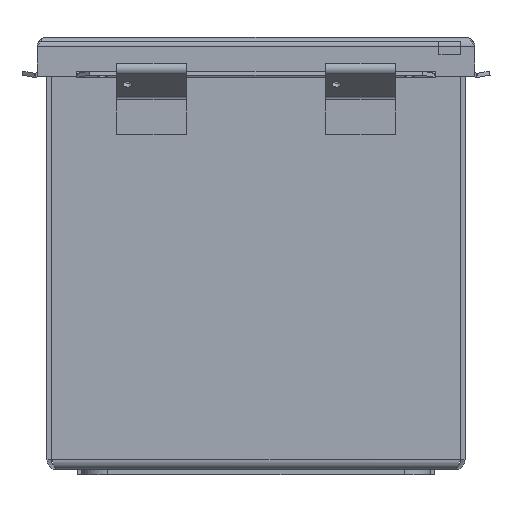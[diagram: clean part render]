
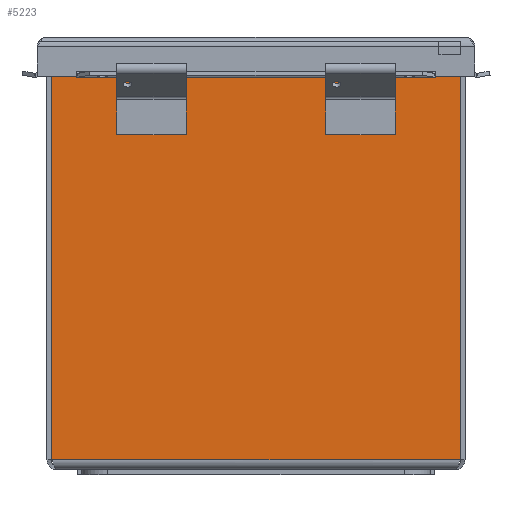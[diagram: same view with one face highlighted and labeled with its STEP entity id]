
A CAD part, front view. The second image highlights one B-rep face of the part: STEP entity #5223.
In plain terms, the highlighted planar face has unit normal (0, -1, 0).
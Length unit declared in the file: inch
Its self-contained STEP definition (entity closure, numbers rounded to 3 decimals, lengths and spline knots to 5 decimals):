
#554=PLANE('',#5798);
#821=LINE('',#7942,#1339);
#884=LINE('',#8343,#1402);
#885=LINE('',#8345,#1403);
#886=LINE('',#8346,#1404);
#1339=VECTOR('',#6533,0.3937);
#1402=VECTOR('',#6652,0.3937);
#1403=VECTOR('',#6653,0.3937);
#1404=VECTOR('',#6654,0.3937);
#1900=FACE_OUTER_BOUND('',#2223,.T.);
#2223=EDGE_LOOP('',(#4289,#4290,#4291,#4292));
#2681=VERTEX_POINT('',#7933);
#2682=VERTEX_POINT('',#7941);
#2727=VERTEX_POINT('',#8342);
#2728=VERTEX_POINT('',#8344);
#3195=EDGE_CURVE('',#2682,#2681,#821,.T.);
#3273=EDGE_CURVE('',#2727,#2681,#884,.T.);
#3274=EDGE_CURVE('',#2727,#2728,#885,.T.);
#3275=EDGE_CURVE('',#2682,#2728,#886,.T.);
#4289=ORIENTED_EDGE('',*,*,#3195,.T.);
#4290=ORIENTED_EDGE('',*,*,#3273,.F.);
#4291=ORIENTED_EDGE('',*,*,#3274,.T.);
#4292=ORIENTED_EDGE('',*,*,#3275,.F.);
#5223=ADVANCED_FACE('',(#1900),#554,.F.);
#5798=AXIS2_PLACEMENT_3D('',#8341,#6650,#6651);
#6533=DIRECTION('',(-1.,0.,0.));
#6650=DIRECTION('center_axis',(0.,1.,0.));
#6651=DIRECTION('ref_axis',(1.,0.,0.));
#6652=DIRECTION('',(0.,0.,1.));
#6653=DIRECTION('',(1.,0.,0.));
#6654=DIRECTION('',(0.,0.,-1.));
#7933=CARTESIAN_POINT('',(-2.92995,-4.,5.86092));
#7941=CARTESIAN_POINT('',(2.92995,-4.,5.86092));
#7942=CARTESIAN_POINT('',(1.46498,-4.,5.86092));
#8341=CARTESIAN_POINT('Origin',(0.,-4.,
3.00686));
#8342=CARTESIAN_POINT('',(-2.92995,-4.,0.13908));
#8343=CARTESIAN_POINT('',(-2.92995,-4.,0.13908));
#8344=CARTESIAN_POINT('',(2.92995,-4.,0.13908));
#8345=CARTESIAN_POINT('',(0.,-4.,0.13908));
#8346=CARTESIAN_POINT('',(2.92995,-4.,0.13908));
